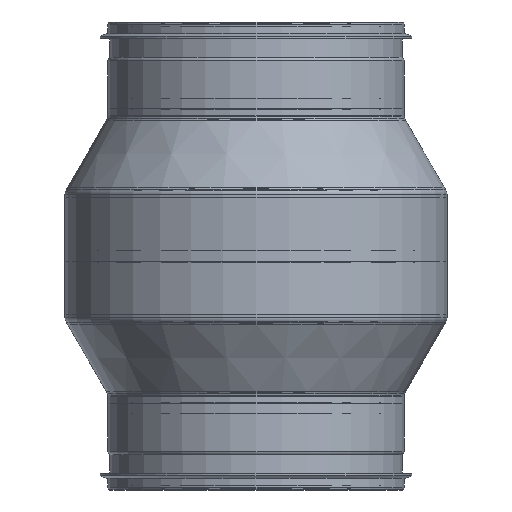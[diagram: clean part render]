
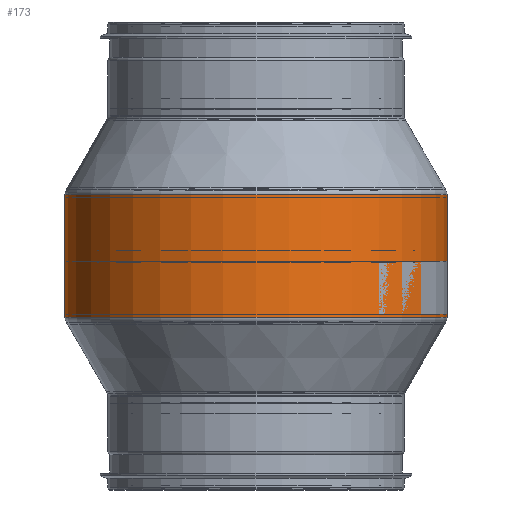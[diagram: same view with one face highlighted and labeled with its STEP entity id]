
A CAD part, left-side view. The second image highlights one B-rep face of the part: STEP entity #173.
In plain terms, the highlighted cylindrical face has radius 95 mm (diameter 190 mm), a full revolution.
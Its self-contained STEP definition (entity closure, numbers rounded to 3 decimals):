
#173=ADVANCED_FACE('',(#384,#385),#386,.T.);
#384=FACE_BOUND('',#650,.T.);
#385=FACE_BOUND('',#651,.T.);
#386=CYLINDRICAL_SURFACE('',#652,95.0);
#650=EDGE_LOOP('',(#1280));
#651=EDGE_LOOP('',(#1281));
#652=AXIS2_PLACEMENT_3D('',#1282,#1283,#1284);
#1280=ORIENTED_EDGE('',*,*,#1578,.F.);
#1281=ORIENTED_EDGE('',*,*,#1577,.T.);
#1282=CARTESIAN_POINT('',(34.516,0.,200.137));
#1283=DIRECTION('',(0.,0.,1.0));
#1284=DIRECTION('',(0.,-1.0,0.));
#1577=EDGE_CURVE('',#1886,#1886,#1887,.T.);
#1578=EDGE_CURVE('',#1888,#1888,#1889,.T.);
#1886=VERTEX_POINT('',#2216);
#1887=CIRCLE('',#2217,95.0);
#1888=VERTEX_POINT('',#2218);
#1889=CIRCLE('',#2219,95.0);
#2216=CARTESIAN_POINT('',(34.516,-95.0,169.797));
#2217=AXIS2_PLACEMENT_3D('',#2639,#2640,#2641);
#2218=CARTESIAN_POINT('',(34.516,-95.,230.477));
#2219=AXIS2_PLACEMENT_3D('',#2642,#2643,#2644);
#2639=CARTESIAN_POINT('',(34.516,0.,169.797));
#2640=DIRECTION('',(0.,0.,1.0));
#2641=DIRECTION('',(0.,-1.0,0.));
#2642=CARTESIAN_POINT('',(34.516,0.,230.477));
#2643=DIRECTION('',(0.,0.,1.0));
#2644=DIRECTION('',(0.,-1.0,0.));
